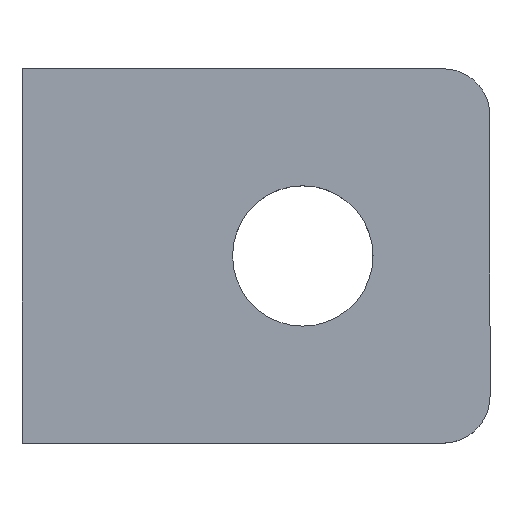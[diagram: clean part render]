
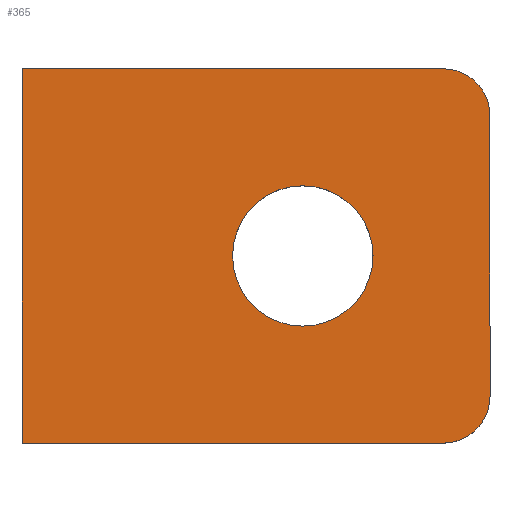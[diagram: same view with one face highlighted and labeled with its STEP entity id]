
A CAD part, top view. The second image highlights one B-rep face of the part: STEP entity #365.
In plain terms, the highlighted planar face has unit normal (0, 0, 1).
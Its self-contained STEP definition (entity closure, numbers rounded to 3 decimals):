
#8 = EDGE_CURVE ( 'NONE', #340, #268, #64, .T. ) ;
#18 = ORIENTED_EDGE ( 'NONE', *, *, #8, .F. ) ;
#24 = DIRECTION ( 'NONE',  ( 1., 0., 0. ) ) ;
#31 = DIRECTION ( 'NONE',  ( 1., 0., 0. ) ) ;
#34 = DIRECTION ( 'NONE',  ( 1., 0., 0. ) ) ;
#36 = CIRCLE ( 'NONE', #134, 5. ) ;
#40 = CARTESIAN_POINT ( 'NONE',  ( 0., 40., 0. ) ) ;
#44 = EDGE_CURVE ( 'NONE', #268, #340, #258, .T. ) ;
#51 = VECTOR ( 'NONE', #57, 1000. ) ;
#55 = CARTESIAN_POINT ( 'NONE',  ( -50., 0., 0. ) ) ;
#57 = DIRECTION ( 'NONE',  ( 0., -1., 0. ) ) ;
#59 = VECTOR ( 'NONE', #24, 1000. ) ;
#64 = CIRCLE ( 'NONE', #125, 7.5 ) ;
#71 = EDGE_LOOP ( 'NONE', ( #249, #280, #176, #292, #364, #311 ) ) ;
#73 = CARTESIAN_POINT ( 'NONE',  ( 0., 0., 0. ) ) ;
#76 = EDGE_CURVE ( 'NONE', #130, #97, #151, .T. ) ;
#79 = CARTESIAN_POINT ( 'NONE',  ( 0., 5., 0. ) ) ;
#96 = CARTESIAN_POINT ( 'NONE',  ( 0., 0., 0. ) ) ;
#97 = VERTEX_POINT ( 'NONE', #55 ) ;
#102 = PLANE ( 'NONE',  #171 ) ;
#104 = CARTESIAN_POINT ( 'NONE',  ( -27.5, 20., 0. ) ) ;
#107 = VECTOR ( 'NONE', #187, 1000. ) ;
#108 = DIRECTION ( 'NONE',  ( 1., 0., 0. ) ) ;
#111 = AXIS2_PLACEMENT_3D ( 'NONE', #369, #288, #137 ) ;
#113 = DIRECTION ( 'NONE',  ( 0., 0., 1. ) ) ;
#125 = AXIS2_PLACEMENT_3D ( 'NONE', #262, #113, #31 ) ;
#130 = VERTEX_POINT ( 'NONE', #326 ) ;
#134 = AXIS2_PLACEMENT_3D ( 'NONE', #180, #298, #34 ) ;
#137 = DIRECTION ( 'NONE',  ( 1., 0., 0. ) ) ;
#138 = ORIENTED_EDGE ( 'NONE', *, *, #44, .F. ) ;
#141 = EDGE_CURVE ( 'NONE', #310, #160, #36, .T. ) ;
#151 = LINE ( 'NONE', #328, #51 ) ;
#157 = LINE ( 'NONE', #216, #107 ) ;
#160 = VERTEX_POINT ( 'NONE', #274 ) ;
#171 = AXIS2_PLACEMENT_3D ( 'NONE', #73, #375, #108 ) ;
#174 = CARTESIAN_POINT ( 'NONE',  ( -20., 20., 0. ) ) ;
#175 = EDGE_CURVE ( 'NONE', #160, #130, #241, .T. ) ;
#176 = ORIENTED_EDGE ( 'NONE', *, *, #196, .T. ) ;
#177 = VECTOR ( 'NONE', #221, 1000. ) ;
#180 = CARTESIAN_POINT ( 'NONE',  ( -5., 35., 0. ) ) ;
#187 = DIRECTION ( 'NONE',  ( 0., 1., 0. ) ) ;
#196 = EDGE_CURVE ( 'NONE', #367, #310, #157, .T. ) ;
#216 = CARTESIAN_POINT ( 'NONE',  ( 0., 0., 0. ) ) ;
#221 = DIRECTION ( 'NONE',  ( -1., 0., 0. ) ) ;
#225 = CARTESIAN_POINT ( 'NONE',  ( -5., 0., 0. ) ) ;
#227 = CARTESIAN_POINT ( 'NONE',  ( 0., 35., 0. ) ) ;
#238 = DIRECTION ( 'NONE',  ( 1., 0., 0. ) ) ;
#241 = LINE ( 'NONE', #40, #177 ) ;
#249 = ORIENTED_EDGE ( 'NONE', *, *, #294, .T. ) ;
#256 = FACE_OUTER_BOUND ( 'NONE', #71, .T. ) ;
#258 = CIRCLE ( 'NONE', #307, 7.5 ) ;
#262 = CARTESIAN_POINT ( 'NONE',  ( -20., 20., 0. ) ) ;
#268 = VERTEX_POINT ( 'NONE', #304 ) ;
#274 = CARTESIAN_POINT ( 'NONE',  ( -5., 40., 0. ) ) ;
#280 = ORIENTED_EDGE ( 'NONE', *, *, #312, .T. ) ;
#281 = FACE_BOUND ( 'NONE', #344, .T. ) ;
#288 = DIRECTION ( 'NONE',  ( 0., 0., 1. ) ) ;
#292 = ORIENTED_EDGE ( 'NONE', *, *, #141, .T. ) ;
#294 = EDGE_CURVE ( 'NONE', #97, #335, #363, .T. ) ;
#298 = DIRECTION ( 'NONE',  ( 0., 0., 1. ) ) ;
#304 = CARTESIAN_POINT ( 'NONE',  ( -12.5, 20., 0. ) ) ;
#307 = AXIS2_PLACEMENT_3D ( 'NONE', #174, #356, #238 ) ;
#310 = VERTEX_POINT ( 'NONE', #227 ) ;
#311 = ORIENTED_EDGE ( 'NONE', *, *, #76, .T. ) ;
#312 = EDGE_CURVE ( 'NONE', #335, #367, #374, .T. ) ;
#326 = CARTESIAN_POINT ( 'NONE',  ( -50., 40., 0. ) ) ;
#328 = CARTESIAN_POINT ( 'NONE',  ( -50., 0., 0. ) ) ;
#335 = VERTEX_POINT ( 'NONE', #225 ) ;
#340 = VERTEX_POINT ( 'NONE', #104 ) ;
#344 = EDGE_LOOP ( 'NONE', ( #138, #18 ) ) ;
#356 = DIRECTION ( 'NONE',  ( 0., 0., 1. ) ) ;
#363 = LINE ( 'NONE', #96, #59 ) ;
#364 = ORIENTED_EDGE ( 'NONE', *, *, #175, .T. ) ;
#365 = ADVANCED_FACE ( 'NONE', ( #281, #256 ), #102, .T. ) ;
#367 = VERTEX_POINT ( 'NONE', #79 ) ;
#369 = CARTESIAN_POINT ( 'NONE',  ( -5., 5., 0. ) ) ;
#374 = CIRCLE ( 'NONE', #111, 5. ) ;
#375 = DIRECTION ( 'NONE',  ( 0., 0., 1. ) ) ;
